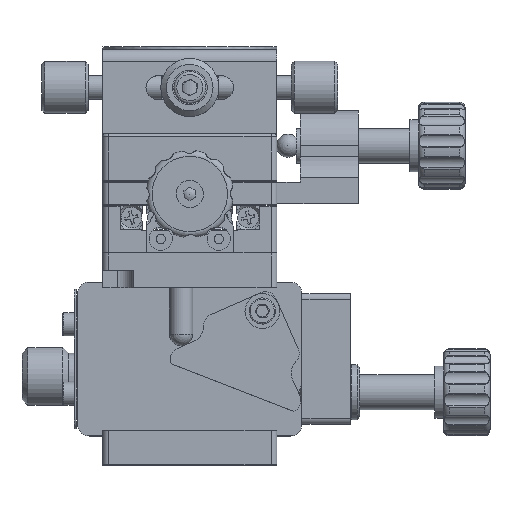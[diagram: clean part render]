
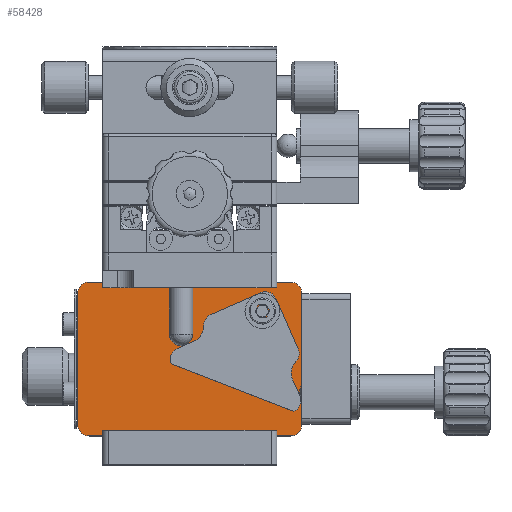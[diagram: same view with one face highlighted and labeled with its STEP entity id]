
A CAD part, top view. The second image highlights one B-rep face of the part: STEP entity #58428.
In plain terms, the highlighted planar face has unit normal (0, 0, 1).
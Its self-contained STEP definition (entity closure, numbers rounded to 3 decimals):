
#666 = DIRECTION ( 'NONE',  ( 1., 0., 0. ) ) ;
#751 = CARTESIAN_POINT ( 'NONE',  ( 19.3, 7., 9. ) ) ;
#3068 = DIRECTION ( 'NONE',  ( 0., -1., 0. ) ) ;
#4198 = CIRCLE ( 'NONE', #40569, 2. ) ;
#4745 = VERTEX_POINT ( 'NONE', #33743 ) ;
#5205 = DIRECTION ( 'NONE',  ( 0., 0., 1. ) ) ;
#6169 = ORIENTED_EDGE ( 'NONE', *, *, #23047, .F. ) ;
#7689 = DIRECTION ( 'NONE',  ( 1., 0., 0. ) ) ;
#9730 = VERTEX_POINT ( 'NONE', #80435 ) ;
#11558 = DIRECTION ( 'NONE',  ( 1., 0., 0. ) ) ;
#13400 = DIRECTION ( 'NONE',  ( -1., 0., 0. ) ) ;
#16047 = VECTOR ( 'NONE', #63506, 1000. ) ;
#16177 = AXIS2_PLACEMENT_3D ( 'NONE', #56925, #76794, #13400 ) ;
#17869 = AXIS2_PLACEMENT_3D ( 'NONE', #56405, #25901, #666 ) ;
#17901 = VERTEX_POINT ( 'NONE', #32869 ) ;
#19751 = CARTESIAN_POINT ( 'NONE',  ( 17.3, 5., 9. ) ) ;
#20975 = CARTESIAN_POINT ( 'NONE',  ( 13.525, 26.5, 9. ) ) ;
#21019 = CIRCLE ( 'NONE', #28819, 2. ) ;
#22119 = CARTESIAN_POINT ( 'NONE',  ( 17.3, 5., 9. ) ) ;
#23047 = EDGE_CURVE ( 'NONE', #53092, #53092, #27664, .T. ) ;
#23120 = EDGE_CURVE ( 'NONE', #9730, #17901, #40609, .T. ) ;
#25660 = ORIENTED_EDGE ( 'NONE', *, *, #45725, .T. ) ;
#25901 = DIRECTION ( 'NONE',  ( 0., 0., 1. ) ) ;
#25996 = DIRECTION ( 'NONE',  ( 0., 0., 1. ) ) ;
#26779 = CARTESIAN_POINT ( 'NONE',  ( 17.3, 31.5, 9. ) ) ;
#27181 = LINE ( 'NONE', #26779, #54292 ) ;
#27664 = CIRCLE ( 'NONE', #73098, 1.025 ) ;
#28819 = AXIS2_PLACEMENT_3D ( 'NONE', #39794, #25996, #71042 ) ;
#29245 = CARTESIAN_POINT ( 'NONE',  ( 17.3, 7., 9. ) ) ;
#30198 = VERTEX_POINT ( 'NONE', #19751 ) ;
#30832 = VERTEX_POINT ( 'NONE', #751 ) ;
#31844 = LINE ( 'NONE', #56622, #16047 ) ;
#32869 = CARTESIAN_POINT ( 'NONE',  ( 17.3, 31.5, 9. ) ) ;
#33743 = CARTESIAN_POINT ( 'NONE',  ( -17.3, 5., 9. ) ) ;
#35811 = ORIENTED_EDGE ( 'NONE', *, *, #38046, .T. ) ;
#36120 = ORIENTED_EDGE ( 'NONE', *, *, #47750, .T. ) ;
#36353 = DIRECTION ( 'NONE',  ( 0., 0., 1. ) ) ;
#36556 = DIRECTION ( 'NONE',  ( -1., 0., 0. ) ) ;
#37719 = FACE_BOUND ( 'NONE', #74954, .T. ) ;
#38046 = EDGE_CURVE ( 'NONE', #17901, #64335, #27181, .T. ) ;
#39794 = CARTESIAN_POINT ( 'NONE',  ( -17.3, 29.5, 9. ) ) ;
#40569 = AXIS2_PLACEMENT_3D ( 'NONE', #29245, #5205, #36556 ) ;
#40609 = CIRCLE ( 'NONE', #51019, 2. ) ;
#43373 = VECTOR ( 'NONE', #11558, 1000. ) ;
#43601 = VERTEX_POINT ( 'NONE', #67283 ) ;
#45469 = DIRECTION ( 'NONE',  ( -1., 0., 0. ) ) ;
#45725 = EDGE_CURVE ( 'NONE', #30198, #30832, #4198, .T. ) ;
#45909 = DIRECTION ( 'NONE',  ( 0., 0., 1. ) ) ;
#47349 = LINE ( 'NONE', #22119, #43373 ) ;
#47639 = EDGE_CURVE ( 'NONE', #43601, #80515, #65673, .T. ) ;
#47750 = EDGE_CURVE ( 'NONE', #30832, #9730, #31844, .T. ) ;
#48715 = EDGE_LOOP ( 'NONE', ( #66041, #35811, #62989, #66981, #54050, #51002, #25660, #36120 ) ) ;
#50124 = EDGE_CURVE ( 'NONE', #4745, #30198, #47349, .T. ) ;
#50828 = DIRECTION ( 'NONE',  ( 1., 0., 0. ) ) ;
#51002 = ORIENTED_EDGE ( 'NONE', *, *, #50124, .T. ) ;
#51019 = AXIS2_PLACEMENT_3D ( 'NONE', #64984, #45909, #7689 ) ;
#53092 = VERTEX_POINT ( 'NONE', #20975 ) ;
#54050 = ORIENTED_EDGE ( 'NONE', *, *, #71087, .T. ) ;
#54292 = VECTOR ( 'NONE', #45469, 1000. ) ;
#55434 = CARTESIAN_POINT ( 'NONE',  ( 12.5, 26.5, 9. ) ) ;
#56405 = CARTESIAN_POINT ( 'NONE',  ( 17.3, 29.5, 9. ) ) ;
#56622 = CARTESIAN_POINT ( 'NONE',  ( 19.3, 7., 9. ) ) ;
#56925 = CARTESIAN_POINT ( 'NONE',  ( -17.3, 7., 9. ) ) ;
#57690 = CARTESIAN_POINT ( 'NONE',  ( -17.3, 31.5, 9. ) ) ;
#58428 = ADVANCED_FACE ( 'NONE', ( #37719, #62487 ), #63673, .T. ) ;
#62487 = FACE_OUTER_BOUND ( 'NONE', #48715, .T. ) ;
#62989 = ORIENTED_EDGE ( 'NONE', *, *, #64345, .T. ) ;
#63506 = DIRECTION ( 'NONE',  ( 0., 1., 0. ) ) ;
#63673 = PLANE ( 'NONE',  #17869 ) ;
#63775 = CARTESIAN_POINT ( 'NONE',  ( -19.3, 7., 9. ) ) ;
#64335 = VERTEX_POINT ( 'NONE', #57690 ) ;
#64345 = EDGE_CURVE ( 'NONE', #64335, #43601, #21019, .T. ) ;
#64984 = CARTESIAN_POINT ( 'NONE',  ( 17.3, 29.5, 9. ) ) ;
#65673 = LINE ( 'NONE', #71360, #69220 ) ;
#66041 = ORIENTED_EDGE ( 'NONE', *, *, #23120, .T. ) ;
#66981 = ORIENTED_EDGE ( 'NONE', *, *, #47639, .T. ) ;
#67283 = CARTESIAN_POINT ( 'NONE',  ( -19.3, 29.5, 9. ) ) ;
#69220 = VECTOR ( 'NONE', #3068, 1000. ) ;
#71042 = DIRECTION ( 'NONE',  ( -1., 0., 0. ) ) ;
#71087 = EDGE_CURVE ( 'NONE', #80515, #4745, #77241, .T. ) ;
#71360 = CARTESIAN_POINT ( 'NONE',  ( -19.3, 7., 9. ) ) ;
#73098 = AXIS2_PLACEMENT_3D ( 'NONE', #55434, #36353, #50828 ) ;
#74954 = EDGE_LOOP ( 'NONE', ( #6169 ) ) ;
#76794 = DIRECTION ( 'NONE',  ( 0., 0., 1. ) ) ;
#77241 = CIRCLE ( 'NONE', #16177, 2. ) ;
#80435 = CARTESIAN_POINT ( 'NONE',  ( 19.3, 29.5, 9. ) ) ;
#80515 = VERTEX_POINT ( 'NONE', #63775 ) ;
